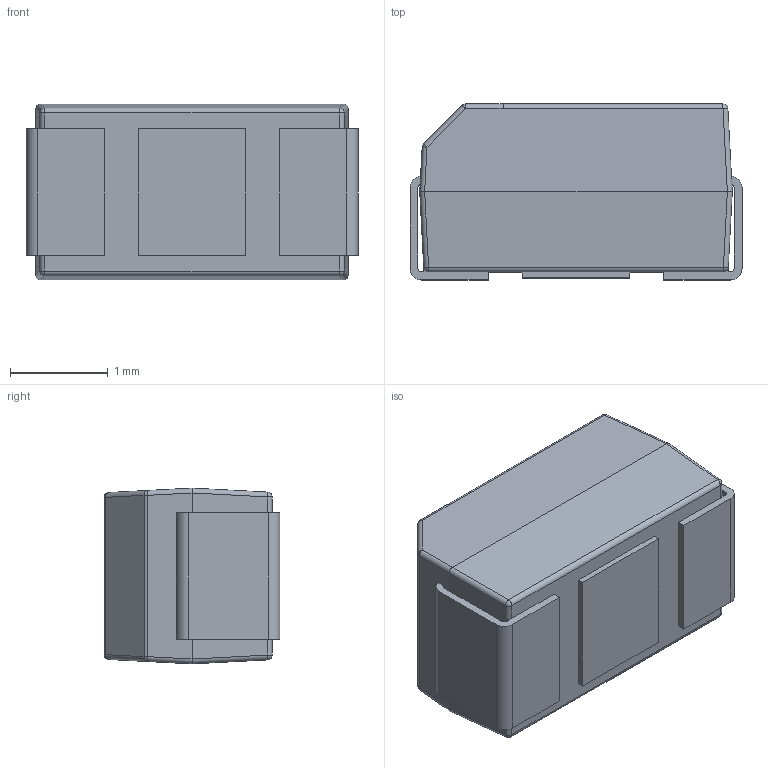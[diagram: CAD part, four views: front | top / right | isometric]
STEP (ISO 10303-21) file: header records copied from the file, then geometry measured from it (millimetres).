
FILE_DESCRIPTION (( 'STEP AP214' ), '1' );
FILE_NAME ('3CB99212-E639-47B4-8EB0-39156310F230.STEP', '2025-09-25T10:56:15', ( '' ), ( '' ), 'SwSTEP 2.0', 'SolidWorks 2022', '' );
FILE_SCHEMA (( 'AUTOMOTIVE_DESIGN' ));
Length unit declared in the file: millimetre
Products named in the file (1): 3CB99212-E639-47B4-8EB0-39156310F230
Bounding box: 3.4 x 1.8 x 1.8 mm (x, y, z)
Volume: 9.8 mm3; surface area: 33.2 mm2
Topology: 1 solids, 1 shells, 156 faces, 403 edges, 250 vertices
Faces by surface type: plane 69, bspline 46, cylinder 31, sphere 10
Entity records: 8773 total; most frequent: CARTESIAN_POINT 3604, ORIENTED_EDGE 790, DIRECTION 573, EDGE_CURVE 395, VERTEX_POINT 250, LINE 247, VECTOR 247, EDGE_LOOP 169
